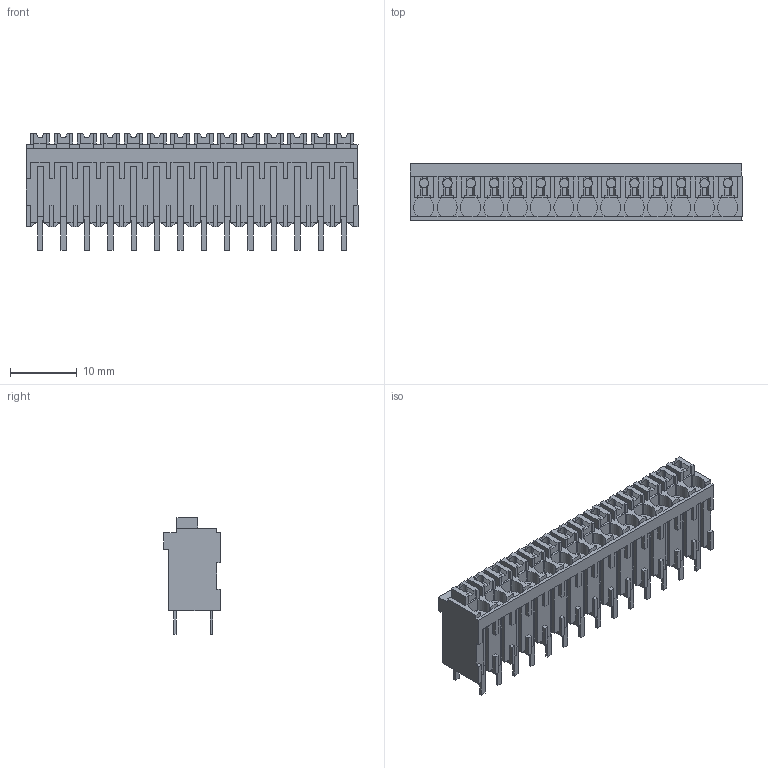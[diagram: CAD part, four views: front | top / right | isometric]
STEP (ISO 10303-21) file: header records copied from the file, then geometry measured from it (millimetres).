
FILE_DESCRIPTION(('CATIA V5 STEP Exchange','CAx-IF Rec.Pracs.--- Model Styling and Organization---1.2---2011-12-15'),'2;1');
FILE_NAME ('D1457890_0_1870360000_1870360000.stp','2018-03-20T06:14:13+00:00',('none'),('Weidmueller'),'CATIA Version 5-6 Release 2014','CATIA V5 STEP AP214','none');
FILE_SCHEMA(('AUTOMOTIVE_DESIGN { 1 0 10303 214 1 1 1 1 }'));
Length unit declared in the file: millimetre
Products named in the file (1): 1870360000
Bounding box: 49.7 x 8.5 x 17.42 mm (x, y, z)
Volume: 3920.6 mm3; surface area: 4510.8 mm2
Topology: 43 solids, 43 shells, 1136 faces, 3267 edges, 2203 vertices
Faces by surface type: plane 1080, cylinder 56
Entity records: 35973 total; most frequent: CARTESIAN_POINT 7119, ORIENTED_EDGE 6534, DIRECTION 4687, EDGE_CURVE 3267, VECTOR 3043, LINE 3043, VERTEX_POINT 2203, EDGE_LOOP 1150
